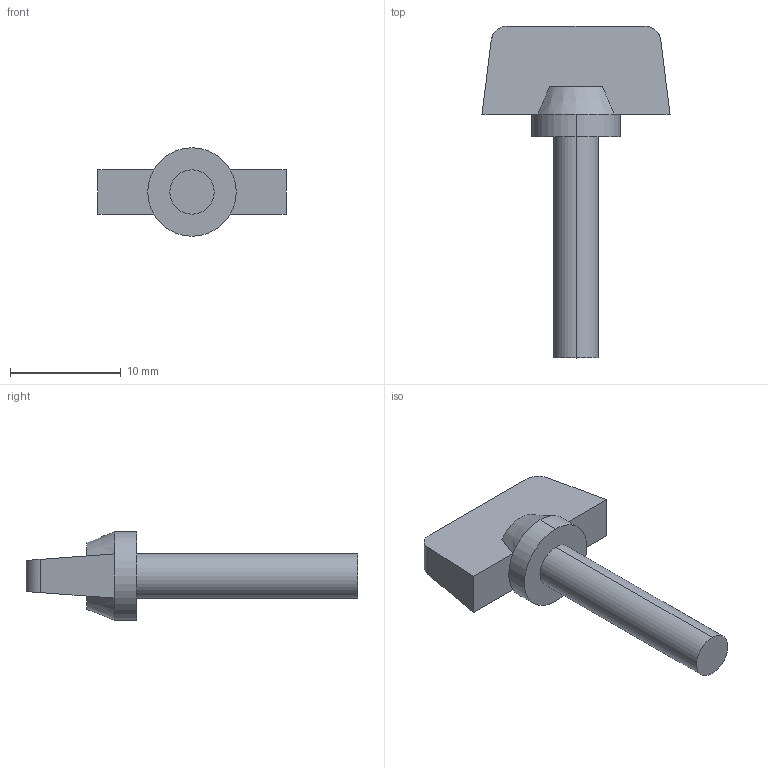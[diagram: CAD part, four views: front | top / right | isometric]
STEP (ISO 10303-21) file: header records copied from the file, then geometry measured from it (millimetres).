
FILE_DESCRIPTION (( 'STEP AP203' ), '1' );
FILE_NAME ('CP-1211-2-M4.STEP', '2012-03-27T05:36:13', ( '11sw' ), ( 'タキゲン製造株式会社' ), 'SwSTEP 2.0', 'SolidWorks 2011', '' );
FILE_SCHEMA (( 'CONFIG_CONTROL_DESIGN' ));
Length unit declared in the file: millimetre
Products named in the file (1): CP-1211-2-M4
Bounding box: 17 x 30 x 8 mm (x, y, z)
Volume: 820.1 mm3; surface area: 754.7 mm2
Topology: 1 solids, 1 shells, 20 faces, 46 edges, 29 vertices
Faces by surface type: plane 11, cylinder 6, cone 3
Entity records: 646 total; most frequent: CARTESIAN_POINT 120, DIRECTION 95, ORIENTED_EDGE 92, EDGE_CURVE 46, AXIS2_PLACEMENT_3D 36, VERTEX_POINT 29, LINE 23, VECTOR 23
